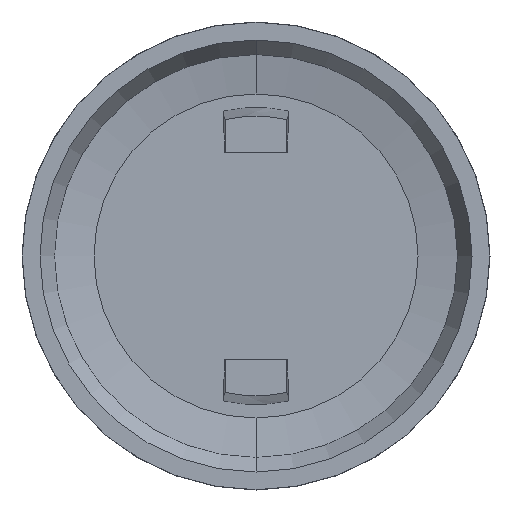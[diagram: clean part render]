
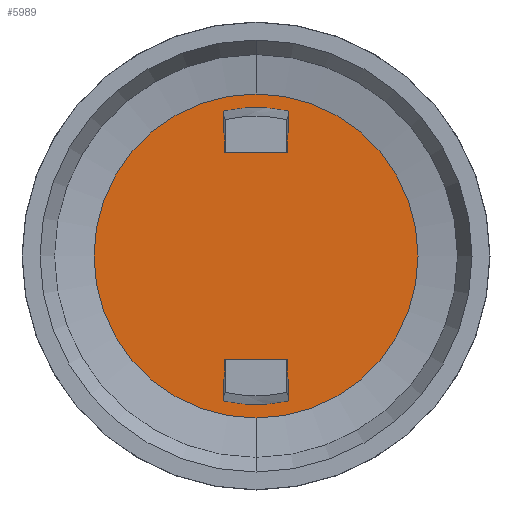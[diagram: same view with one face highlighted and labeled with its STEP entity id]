
A CAD part, front view. The second image highlights one B-rep face of the part: STEP entity #5989.
In plain terms, the highlighted planar face has unit normal (0, -1, 0).
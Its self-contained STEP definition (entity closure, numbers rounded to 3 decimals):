
#2980=CARTESIAN_POINT('',(0.,39.,18.));
#2981=DIRECTION('',(0.,1.,0.));
#2982=DIRECTION('',(0.,0.,-1.));
#2983=AXIS2_PLACEMENT_3D('',#2980,#2981,#2982);
#2988=CARTESIAN_POINT('',(0.,39.,18.));
#2989=DIRECTION('',(0.,-1.,0.));
#2990=DIRECTION('',(0.,0.,-1.));
#2991=AXIS2_PLACEMENT_3D('',#2988,#2989,#2990);
#2996=DIRECTION('',(0.,0.,-1.));
#2997=VECTOR('',#2996,1.201);
#2998=CARTESIAN_POINT('',(-1.8,39.,26.051));
#2999=LINE('',#2998,#2997);
#3003=DIRECTION('',(1.,0.,0.));
#3004=VECTOR('',#3003,3.6);
#3005=CARTESIAN_POINT('',(-1.8,39.,24.85));
#3006=LINE('',#3005,#3004);
#3010=DIRECTION('',(0.,0.,-1.));
#3011=VECTOR('',#3010,1.201);
#3012=CARTESIAN_POINT('',(1.8,39.,26.051));
#3013=LINE('',#3012,#3011);
#3017=DIRECTION('',(0.,0.,-1.));
#3018=VECTOR('',#3017,1.201);
#3019=CARTESIAN_POINT('',(-1.8,39.,11.15));
#3020=LINE('',#3019,#3018);
#3024=DIRECTION('',(0.,0.,-1.));
#3025=VECTOR('',#3024,1.201);
#3026=CARTESIAN_POINT('',(1.8,39.,11.15));
#3027=LINE('',#3026,#3025);
#3031=DIRECTION('',(1.,0.,0.));
#3032=VECTOR('',#3031,3.6);
#3033=CARTESIAN_POINT('',(-1.8,39.,11.15));
#3034=LINE('',#3033,#3032);
#3038=CARTESIAN_POINT('',(0.,39.,18.));
#3039=DIRECTION('',(0.,1.,0.));
#3040=DIRECTION('',(0.218,0.,-0.976));
#3041=AXIS2_PLACEMENT_3D('',#3038,#3039,#3040);
#3062=CARTESIAN_POINT('',(0.,39.,18.));
#3063=DIRECTION('',(0.,1.,0.));
#3064=DIRECTION('',(-0.218,0.,0.976));
#3065=AXIS2_PLACEMENT_3D('',#3062,#3063,#3064);
#3070=CARTESIAN_POINT('',(-1.8,39.,26.051));
#3113=CARTESIAN_POINT('',(-1.8,39.,9.949));
#3146=CARTESIAN_POINT('',(1.8,39.,9.949));
#3189=CARTESIAN_POINT('',(1.8,39.,26.051));
#3264=CARTESIAN_POINT('',(0.,39.,9.));
#3266=VERTEX_POINT('',#3264);
#3270=CARTESIAN_POINT('',(0.,39.,27.));
#3272=VERTEX_POINT('',#3270);
#3308=CARTESIAN_POINT('',(-1.8,39.,24.85));
#3309=VERTEX_POINT('',#3308);
#3310=CARTESIAN_POINT('',(-1.8,39.,11.15));
#3311=VERTEX_POINT('',#3310);
#3312=CARTESIAN_POINT('',(1.8,39.,24.85));
#3313=VERTEX_POINT('',#3312);
#3314=CARTESIAN_POINT('',(1.8,39.,11.15));
#3315=VERTEX_POINT('',#3314);
#3316=VERTEX_POINT('',#3070);
#3319=VERTEX_POINT('',#3113);
#3320=VERTEX_POINT('',#3146);
#3323=VERTEX_POINT('',#3189);
#5960=CARTESIAN_POINT('',(0.,39.,18.));
#5961=DIRECTION('',(0.,-1.,0.));
#5962=DIRECTION('',(0.,0.,1.));
#5963=AXIS2_PLACEMENT_3D('',#5960,#5961,#5962);
#5964=PLANE('',#5963);
#5965=ORIENTED_EDGE('',*,*,#5942,.T.);
#5966=ORIENTED_EDGE('',*,*,#5953,.F.);
#5967=EDGE_LOOP('',(#5965,#5966));
#5968=FACE_OUTER_BOUND('',#5967,.F.);
#5970=ORIENTED_EDGE('',*,*,#5969,.F.);
#5972=ORIENTED_EDGE('',*,*,#5971,.T.);
#5974=ORIENTED_EDGE('',*,*,#5973,.T.);
#5976=ORIENTED_EDGE('',*,*,#5975,.F.);
#5977=EDGE_LOOP('',(#5970,#5972,#5974,#5976));
#5978=FACE_BOUND('',#5977,.F.);
#5980=ORIENTED_EDGE('',*,*,#5979,.T.);
#5982=ORIENTED_EDGE('',*,*,#5981,.F.);
#5984=ORIENTED_EDGE('',*,*,#5983,.F.);
#5986=ORIENTED_EDGE('',*,*,#5985,.F.);
#5987=EDGE_LOOP('',(#5980,#5982,#5984,#5986));
#5988=FACE_BOUND('',#5987,.F.);
#5989=ADVANCED_FACE('',(#5968,#5978,#5988),#5964,.T.);
#2984=CIRCLE('',#2983,9.);
#2992=CIRCLE('',#2991,9.);
#3042=CIRCLE('',#3041,8.25);
#3066=CIRCLE('',#3065,8.25);
#5942=EDGE_CURVE('',#3266,#3272,#2984,.T.);
#5953=EDGE_CURVE('',#3266,#3272,#2992,.T.);
#5969=EDGE_CURVE('',#3316,#3323,#3066,.T.);
#5971=EDGE_CURVE('',#3316,#3309,#2999,.T.);
#5973=EDGE_CURVE('',#3309,#3313,#3006,.T.);
#5975=EDGE_CURVE('',#3323,#3313,#3013,.T.);
#5979=EDGE_CURVE('',#3311,#3319,#3020,.T.);
#5981=EDGE_CURVE('',#3320,#3319,#3042,.T.);
#5983=EDGE_CURVE('',#3315,#3320,#3027,.T.);
#5985=EDGE_CURVE('',#3311,#3315,#3034,.T.);
